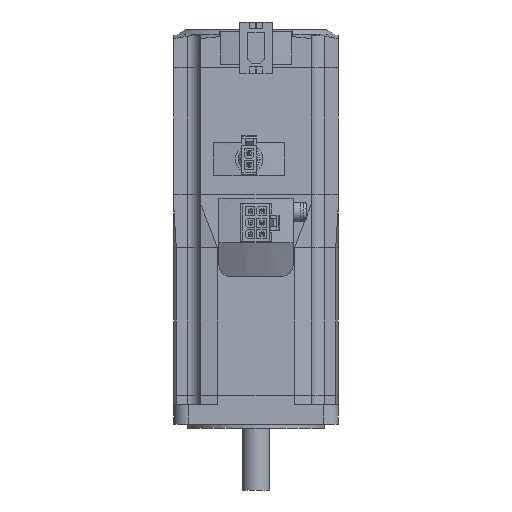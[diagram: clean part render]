
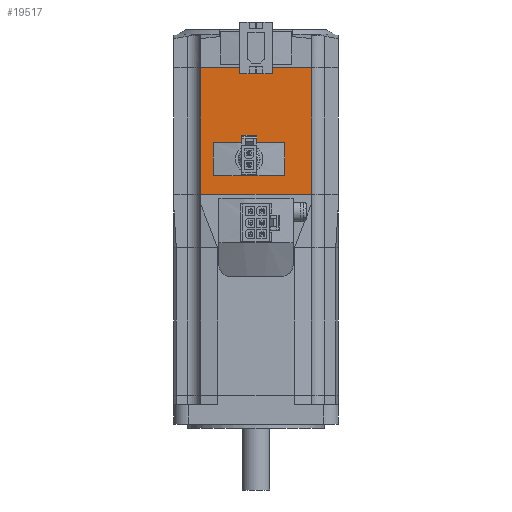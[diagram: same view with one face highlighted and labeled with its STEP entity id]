
A CAD part, front view. The second image highlights one B-rep face of the part: STEP entity #19517.
In plain terms, the highlighted planar face has unit normal (0, -1, 0).
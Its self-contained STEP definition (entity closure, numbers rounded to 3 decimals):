
#1431 = VECTOR ( 'NONE', #4451, 1000. ) ;
#1614 = PLANE ( 'NONE',  #12487 ) ;
#1688 = CIRCLE ( 'NONE', #4715, 3. ) ;
#2460 = CARTESIAN_POINT ( 'NONE',  ( 30., -30., 129.7 ) ) ;
#3374 = CIRCLE ( 'NONE', #13260, 3. ) ;
#3646 = DIRECTION ( 'NONE',  ( 0., 1., 0. ) ) ;
#3962 = LINE ( 'NONE', #7449, #24847 ) ;
#4451 = DIRECTION ( 'NONE',  ( -1., 0., 0. ) ) ;
#4648 = ORIENTED_EDGE ( 'NONE', *, *, #12639, .F. ) ;
#4715 = AXIS2_PLACEMENT_3D ( 'NONE', #19553, #7407, #21568 ) ;
#4745 = CARTESIAN_POINT ( 'NONE',  ( -2.5, -30., 96.5 ) ) ;
#4847 = CARTESIAN_POINT ( 'NONE',  ( -2.5, -30., 93.5 ) ) ;
#5779 = EDGE_CURVE ( 'NONE', #24098, #9234, #13411, .T. ) ;
#6690 = ORIENTED_EDGE ( 'NONE', *, *, #23554, .F. ) ;
#6768 = DIRECTION ( 'NONE',  ( 0., 0., 1. ) ) ;
#6959 = EDGE_CURVE ( 'NONE', #24098, #13839, #3962, .T. ) ;
#7407 = DIRECTION ( 'NONE',  ( 0., -1., 0. ) ) ;
#7449 = CARTESIAN_POINT ( 'NONE',  ( 20.2, -30., 143.5 ) ) ;
#7745 = CARTESIAN_POINT ( 'NONE',  ( -20.2, -30., 143.5 ) ) ;
#7915 = ORIENTED_EDGE ( 'NONE', *, *, #5779, .T. ) ;
#8448 = CARTESIAN_POINT ( 'NONE',  ( 20.2, -30., 83.7 ) ) ;
#8577 = VERTEX_POINT ( 'NONE', #21693 ) ;
#8628 = ORIENTED_EDGE ( 'NONE', *, *, #19541, .T. ) ;
#9234 = VERTEX_POINT ( 'NONE', #12185 ) ;
#9303 = LINE ( 'NONE', #7745, #20088 ) ;
#10584 = FACE_OUTER_BOUND ( 'NONE', #13940, .T. ) ;
#11066 = EDGE_CURVE ( 'NONE', #8577, #13943, #1688, .T. ) ;
#12185 = CARTESIAN_POINT ( 'NONE',  ( -20.2, -30., 129.7 ) ) ;
#12487 = AXIS2_PLACEMENT_3D ( 'NONE', #25793, #3646, #17757 ) ;
#12639 = EDGE_CURVE ( 'NONE', #13943, #8577, #3374, .T. ) ;
#13145 = LINE ( 'NONE', #24356, #24539 ) ;
#13178 = VERTEX_POINT ( 'NONE', #14877 ) ;
#13260 = AXIS2_PLACEMENT_3D ( 'NONE', #4745, #18902, #6768 ) ;
#13411 = LINE ( 'NONE', #2460, #1431 ) ;
#13839 = VERTEX_POINT ( 'NONE', #8448 ) ;
#13940 = EDGE_LOOP ( 'NONE', ( #6690, #22184, #7915, #8628 ) ) ;
#13943 = VERTEX_POINT ( 'NONE', #4847 ) ;
#14877 = CARTESIAN_POINT ( 'NONE',  ( -20.2, -30., 83.7 ) ) ;
#16043 = CARTESIAN_POINT ( 'NONE',  ( 20.2, -30., 129.7 ) ) ;
#17757 = DIRECTION ( 'NONE',  ( 0., 0., 1. ) ) ;
#18604 = ORIENTED_EDGE ( 'NONE', *, *, #11066, .F. ) ;
#18902 = DIRECTION ( 'NONE',  ( 0., -1., 0. ) ) ;
#19517 = ADVANCED_FACE ( 'NONE', ( #10584, #26069 ), #1614, .F. ) ;
#19541 = EDGE_CURVE ( 'NONE', #9234, #13178, #9303, .T. ) ;
#19553 = CARTESIAN_POINT ( 'NONE',  ( -2.5, -30., 96.5 ) ) ;
#19589 = DIRECTION ( 'NONE',  ( 0., 0., -1. ) ) ;
#20088 = VECTOR ( 'NONE', #21920, 1000. ) ;
#21568 = DIRECTION ( 'NONE',  ( 0., 0., 1. ) ) ;
#21693 = CARTESIAN_POINT ( 'NONE',  ( -2.5, -30., 99.5 ) ) ;
#21822 = EDGE_LOOP ( 'NONE', ( #18604, #4648 ) ) ;
#21920 = DIRECTION ( 'NONE',  ( 0., 0., -1. ) ) ;
#22184 = ORIENTED_EDGE ( 'NONE', *, *, #6959, .F. ) ;
#23554 = EDGE_CURVE ( 'NONE', #13839, #13178, #13145, .T. ) ;
#24098 = VERTEX_POINT ( 'NONE', #16043 ) ;
#24356 = CARTESIAN_POINT ( 'NONE',  ( 30., -30., 83.7 ) ) ;
#24539 = VECTOR ( 'NONE', #26131, 1000. ) ;
#24847 = VECTOR ( 'NONE', #19589, 1000. ) ;
#25793 = CARTESIAN_POINT ( 'NONE',  ( 30., -30., 83.7 ) ) ;
#26069 = FACE_BOUND ( 'NONE', #21822, .T. ) ;
#26131 = DIRECTION ( 'NONE',  ( -1., 0., 0. ) ) ;
